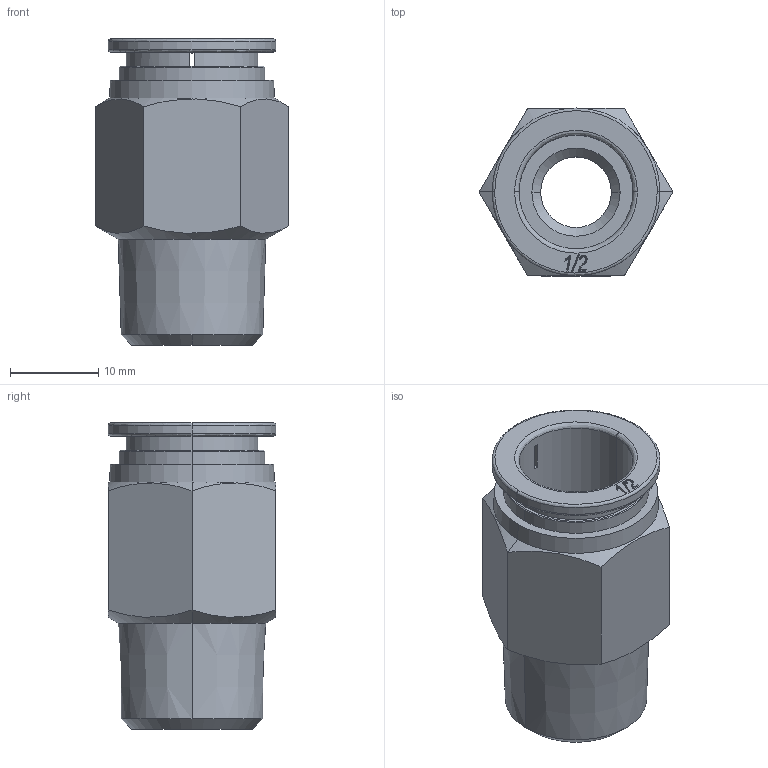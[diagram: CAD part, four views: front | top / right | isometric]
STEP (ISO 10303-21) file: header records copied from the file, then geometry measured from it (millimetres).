
FILE_DESCRIPTION (( 'STEP AP214' ), '1' );
FILE_NAME ('MS12-38N-SS.step', '2018-03-13T19:26:57', ( '' ), ( '' ), 'SwSTEP 2.0', 'SolidWorks 2017', '' );
FILE_SCHEMA (( 'AUTOMOTIVE_DESIGN' ));
Length unit declared in the file: inch
Products named in the file (1): MS12-38N-SS
Bounding box: 21.94 x 19 x 34.7 mm (x, y, z)
Volume: 5498.8 mm3; surface area: 3956.8 mm2
Topology: 1 solids, 1 shells, 87 faces, 215 edges, 136 vertices
Faces by surface type: plane 35, bspline 22, cone 18, cylinder 12
Entity records: 3054 total; most frequent: CARTESIAN_POINT 1104, ORIENTED_EDGE 430, DIRECTION 337, EDGE_CURVE 215, VERTEX_POINT 136, AXIS2_PLACEMENT_3D 124, EDGE_LOOP 99, VECTOR 89
